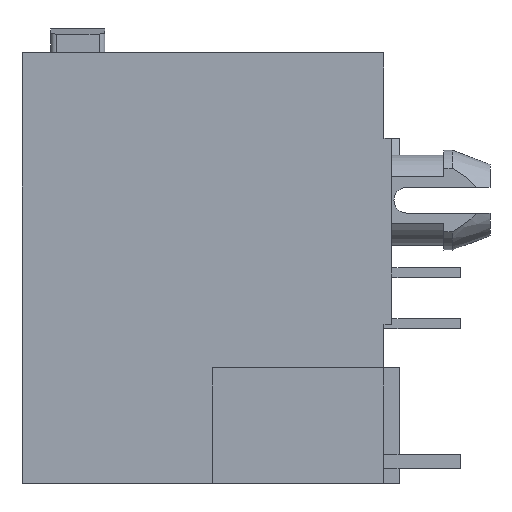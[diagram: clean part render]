
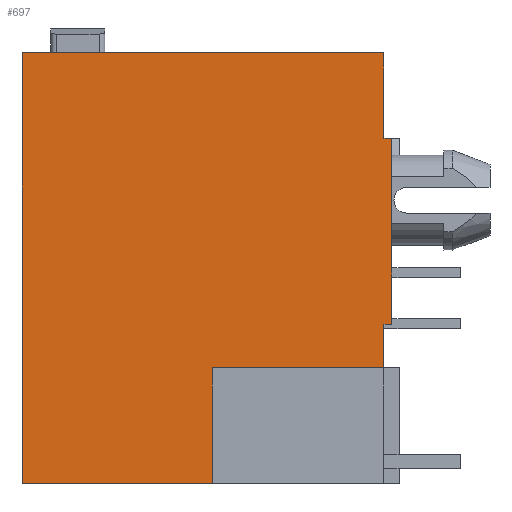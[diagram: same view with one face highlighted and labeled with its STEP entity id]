
A CAD part, left-side view. The second image highlights one B-rep face of the part: STEP entity #697.
In plain terms, the highlighted planar face has unit normal (-1, 0, 0).
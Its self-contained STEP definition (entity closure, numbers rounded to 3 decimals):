
#608 = LINE ( 'NONE', #609, #676 ) ;
#609 = CARTESIAN_POINT ( 'NONE',  ( -7.9, -6.9, -15.36 ) ) ;
#610 = DIRECTION ( 'NONE',  ( 0., 1., 0. ) ) ;
#676 = VECTOR ( 'NONE', #610, 1000. ) ;
#697 = ADVANCED_FACE ( 'NONE', ( #725 ), #5115, .F. ) ;
#720 = AXIS2_PLACEMENT_3D ( 'NONE', #5116, #5117, #5118 ) ;
#725 = FACE_OUTER_BOUND ( 'NONE', #5052, .T. ) ;
#862 = VECTOR ( 'NONE', #6317, 1000. ) ;
#1053 = VERTEX_POINT ( 'NONE', #5406 ) ;
#1054 = VERTEX_POINT ( 'NONE', #5407 ) ;
#1074 = VERTEX_POINT ( 'NONE', #5427 ) ;
#1075 = VERTEX_POINT ( 'NONE', #5428 ) ;
#1089 = VERTEX_POINT ( 'NONE', #5442 ) ;
#1090 = VERTEX_POINT ( 'NONE', #5443 ) ;
#1091 = VERTEX_POINT ( 'NONE', #5444 ) ;
#1092 = VERTEX_POINT ( 'NONE', #5445 ) ;
#1531 = VERTEX_POINT ( 'NONE', #5884 ) ;
#1532 = VERTEX_POINT ( 'NONE', #5885 ) ;
#1745 = EDGE_CURVE ( 'NONE', #1053, #1054, #6315, .T. ) ;
#1768 = EDGE_CURVE ( 'NONE', #1074, #1075, #6416, .T. ) ;
#1788 = EDGE_CURVE ( 'NONE', #1089, #1532, #6476, .T. ) ;
#1789 = EDGE_CURVE ( 'NONE', #1075, #1089, #6479, .T. ) ;
#1790 = EDGE_CURVE ( 'NONE', #1090, #1074, #6482, .T. ) ;
#1791 = EDGE_CURVE ( 'NONE', #1091, #1090, #6485, .T. ) ;
#1792 = EDGE_CURVE ( 'NONE', #1091, #1054, #6488, .T. ) ;
#1793 = EDGE_CURVE ( 'NONE', #1092, #1053, #6491, .T. ) ;
#1794 = EDGE_CURVE ( 'NONE', #1092, #1531, #6494, .T. ) ;
#2269 = ORIENTED_EDGE ( 'NONE', *, *, #5288, .F. ) ;
#2271 = ORIENTED_EDGE ( 'NONE', *, *, #1789, .F. ) ;
#2272 = ORIENTED_EDGE ( 'NONE', *, *, #1788, .F. ) ;
#2273 = ORIENTED_EDGE ( 'NONE', *, *, #1768, .F. ) ;
#2274 = ORIENTED_EDGE ( 'NONE', *, *, #1790, .F. ) ;
#2275 = ORIENTED_EDGE ( 'NONE', *, *, #1792, .T. ) ;
#2276 = ORIENTED_EDGE ( 'NONE', *, *, #1791, .F. ) ;
#2277 = ORIENTED_EDGE ( 'NONE', *, *, #1745, .F. ) ;
#2278 = ORIENTED_EDGE ( 'NONE', *, *, #1793, .F. ) ;
#2280 = ORIENTED_EDGE ( 'NONE', *, *, #1794, .T. ) ;
#5052 = EDGE_LOOP ( 'NONE', ( #2269, #2272, #2271, #2273, #2274, #2276, #2275, #2277, #2278, #2280 ) ) ;
#5115 = PLANE ( 'NONE',  #720 ) ;
#5116 = CARTESIAN_POINT ( 'NONE',  ( -7.9, -12.51, -0.31 ) ) ;
#5117 = DIRECTION ( 'NONE',  ( 1., 0., 0. ) ) ;
#5118 = DIRECTION ( 'NONE',  ( 0., 0., -1. ) ) ;
#5288 = EDGE_CURVE ( 'NONE', #1532, #1531, #608, .T. ) ;
#5406 = CARTESIAN_POINT ( 'NONE',  ( -7.9, -12.9, -0.31 ) ) ;
#5407 = CARTESIAN_POINT ( 'NONE',  ( -7.9, -12.9, -3.3 ) ) ;
#5427 = CARTESIAN_POINT ( 'NONE',  ( -7.9, -12.9, -9.8 ) ) ;
#5428 = CARTESIAN_POINT ( 'NONE',  ( -7.9, -12.9, -11.33 ) ) ;
#5442 = CARTESIAN_POINT ( 'NONE',  ( -7.9, -6.9, -11.33 ) ) ;
#5443 = CARTESIAN_POINT ( 'NONE',  ( -7.9, -13.17, -9.8 ) ) ;
#5444 = CARTESIAN_POINT ( 'NONE',  ( -7.9, -13.17, -3.3 ) ) ;
#5445 = CARTESIAN_POINT ( 'NONE',  ( -7.9, -0.24, -0.31 ) ) ;
#5884 = CARTESIAN_POINT ( 'NONE',  ( -7.9, -0.24, -15.36 ) ) ;
#5885 = CARTESIAN_POINT ( 'NONE',  ( -7.9, -6.9, -15.36 ) ) ;
#6315 = LINE ( 'NONE', #6316, #862 ) ;
#6316 = CARTESIAN_POINT ( 'NONE',  ( -7.9, -12.9, -0.31 ) ) ;
#6317 = DIRECTION ( 'NONE',  ( 0., 0., -1. ) ) ;
#6353 = VECTOR ( 'NONE', #6418, 1000. ) ;
#6416 = LINE ( 'NONE', #6417, #6353 ) ;
#6417 = CARTESIAN_POINT ( 'NONE',  ( -7.9, -12.9, -0.31 ) ) ;
#6418 = DIRECTION ( 'NONE',  ( 0., 0., -1. ) ) ;
#6476 = LINE ( 'NONE', #6477, #6518 ) ;
#6477 = CARTESIAN_POINT ( 'NONE',  ( -7.9, -6.9, -15.51 ) ) ;
#6478 = DIRECTION ( 'NONE',  ( 0., 0., -1. ) ) ;
#6479 = LINE ( 'NONE', #6480, #6519 ) ;
#6480 = CARTESIAN_POINT ( 'NONE',  ( -7.9, -12.9, -11.33 ) ) ;
#6481 = DIRECTION ( 'NONE',  ( 0., 1., 0. ) ) ;
#6482 = LINE ( 'NONE', #6483, #6520 ) ;
#6483 = CARTESIAN_POINT ( 'NONE',  ( -7.9, -13.17, -9.8 ) ) ;
#6484 = DIRECTION ( 'NONE',  ( 0., 1., 0. ) ) ;
#6485 = LINE ( 'NONE', #6486, #6521 ) ;
#6486 = CARTESIAN_POINT ( 'NONE',  ( -7.9, -13.17, -3.3 ) ) ;
#6487 = DIRECTION ( 'NONE',  ( 0., 0., -1. ) ) ;
#6488 = LINE ( 'NONE', #6489, #6522 ) ;
#6489 = CARTESIAN_POINT ( 'NONE',  ( -7.9, -13.17, -3.3 ) ) ;
#6490 = DIRECTION ( 'NONE',  ( 0., 1., 0. ) ) ;
#6491 = LINE ( 'NONE', #6492, #6523 ) ;
#6492 = CARTESIAN_POINT ( 'NONE',  ( -7.9, -12.51, -0.31 ) ) ;
#6493 = DIRECTION ( 'NONE',  ( 0., -1., 0. ) ) ;
#6494 = LINE ( 'NONE', #6495, #6524 ) ;
#6495 = CARTESIAN_POINT ( 'NONE',  ( -7.9, -0.24, -15.51 ) ) ;
#6496 = DIRECTION ( 'NONE',  ( 0., 0., -1. ) ) ;
#6518 = VECTOR ( 'NONE', #6478, 1000. ) ;
#6519 = VECTOR ( 'NONE', #6481, 1000. ) ;
#6520 = VECTOR ( 'NONE', #6484, 1000. ) ;
#6521 = VECTOR ( 'NONE', #6487, 1000. ) ;
#6522 = VECTOR ( 'NONE', #6490, 1000. ) ;
#6523 = VECTOR ( 'NONE', #6493, 1000. ) ;
#6524 = VECTOR ( 'NONE', #6496, 1000. ) ;
